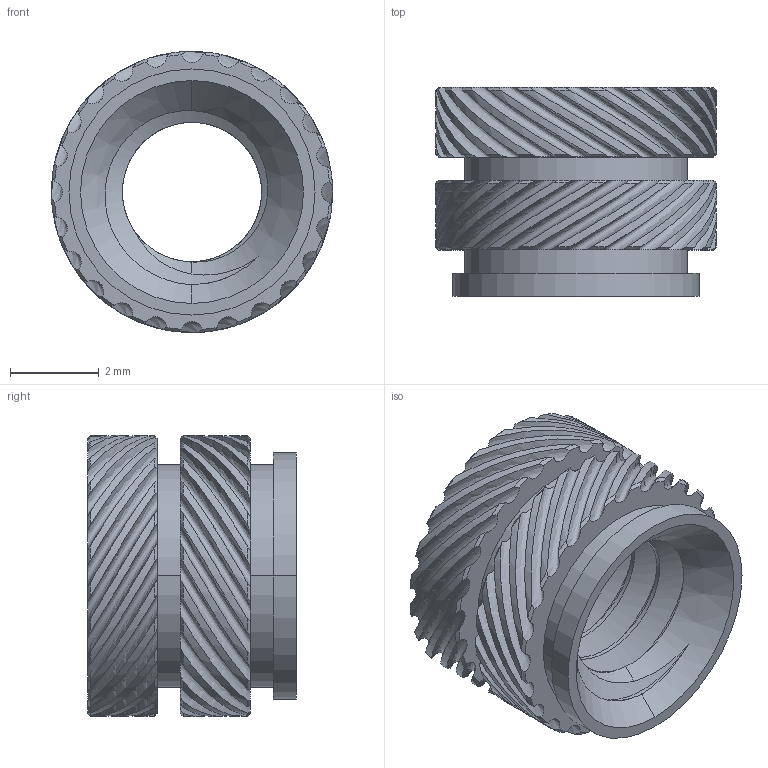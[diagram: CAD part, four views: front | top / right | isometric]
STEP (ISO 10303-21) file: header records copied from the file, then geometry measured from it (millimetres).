
FILE_DESCRIPTION (( 'STEP AP203' ), '1' );
FILE_NAME ('94459A310.STEP', '2018-05-15T13:56:58', ( '' ), ( '' ), 'SwSTEP 2.0', 'SolidWorks 2014', '' );
FILE_SCHEMA (( 'CONFIG_CONTROL_DESIGN' ));
Length unit declared in the file: inch
Products named in the file (1): 94459A310
Bounding box: 6.32 x 4.7 x 6.32 mm (x, y, z)
Volume: 68.4 mm3; surface area: 275.3 mm2
Topology: 1 solids, 1 shells, 230 faces, 674 edges, 450 vertices
Faces by surface type: cone 102, cylinder 71, bspline 51, plane 6
Entity records: 14927 total; most frequent: CARTESIAN_POINT 9612, ORIENTED_EDGE 1348, DIRECTION 906, EDGE_CURVE 674, VERTEX_POINT 450, AXIS2_PLACEMENT_3D 439, CIRCLE 259, EDGE_LOOP 236
